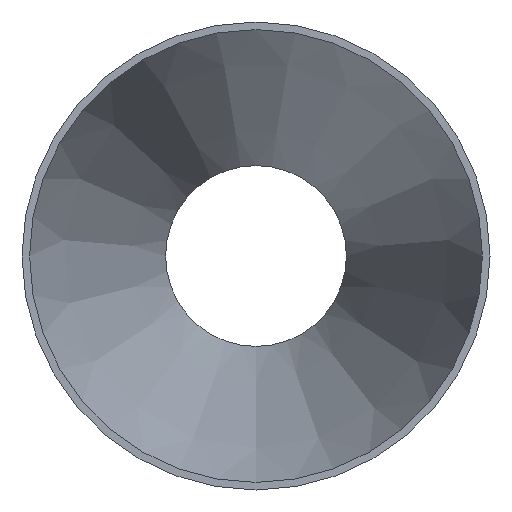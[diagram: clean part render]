
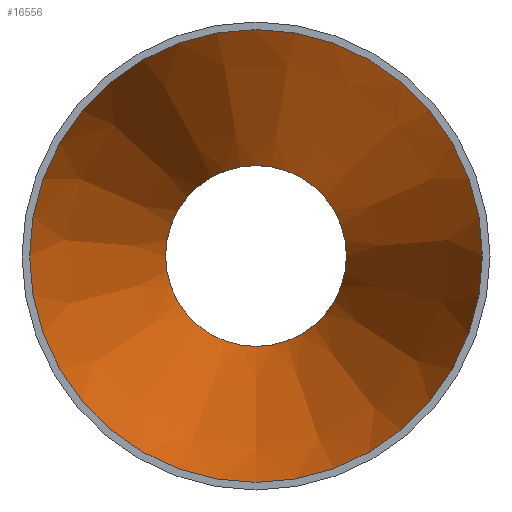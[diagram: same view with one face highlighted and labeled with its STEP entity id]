
A CAD part, front view. The second image highlights one B-rep face of the part: STEP entity #16556.
In plain terms, the highlighted conical face has half-angle 16.451 degrees and reference radius 62.415 mm.
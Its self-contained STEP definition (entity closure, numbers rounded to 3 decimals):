
#595 = ORIENTED_EDGE ( 'NONE', *, *, #23983, .F. ) ;
#1086 = CONICAL_SURFACE ( 'NONE', #4768, 62.415, 0.287 ) ;
#1091 = DIRECTION ( 'NONE',  ( 0., 0., -1. ) ) ;
#1561 = AXIS2_PLACEMENT_3D ( 'NONE', #9535, #9810, #7682 ) ;
#1943 = CARTESIAN_POINT ( 'NONE',  ( 0., 0., -62.415 ) ) ;
#4523 = ORIENTED_EDGE ( 'NONE', *, *, #23636, .T. ) ;
#4768 = AXIS2_PLACEMENT_3D ( 'NONE', #8533, #22183, #9093 ) ;
#6966 = EDGE_LOOP ( 'NONE', ( #4523 ) ) ;
#7682 = DIRECTION ( 'NONE',  ( 0., 0., -1. ) ) ;
#8533 = CARTESIAN_POINT ( 'NONE',  ( 0., 0., 0. ) ) ;
#9093 = DIRECTION ( 'NONE',  ( 0., 0., -1. ) ) ;
#9339 = EDGE_LOOP ( 'NONE', ( #595 ) ) ;
#9535 = CARTESIAN_POINT ( 'NONE',  ( 0., 127., 0. ) ) ;
#9810 = DIRECTION ( 'NONE',  ( 0., -1., 0. ) ) ;
#10681 = VERTEX_POINT ( 'NONE', #17282 ) ;
#11658 = AXIS2_PLACEMENT_3D ( 'NONE', #26832, #18312, #1091 ) ;
#12972 = FACE_OUTER_BOUND ( 'NONE', #6966, .T. ) ;
#16556 = ADVANCED_FACE ( 'NONE', ( #21744, #12972 ), #1086, .F. ) ;
#16701 = CIRCLE ( 'NONE', #11658, 62.415 ) ;
#17282 = CARTESIAN_POINT ( 'NONE',  ( 0., 127., -24.915 ) ) ;
#18312 = DIRECTION ( 'NONE',  ( 0., -1., 0. ) ) ;
#21614 = VERTEX_POINT ( 'NONE', #1943 ) ;
#21744 = FACE_BOUND ( 'NONE', #9339, .T. ) ;
#22183 = DIRECTION ( 'NONE',  ( 0., -1., 0. ) ) ;
#23636 = EDGE_CURVE ( 'NONE', #21614, #21614, #16701, .T. ) ;
#23983 = EDGE_CURVE ( 'NONE', #10681, #10681, #26338, .T. ) ;
#26338 = CIRCLE ( 'NONE', #1561, 24.915 ) ;
#26832 = CARTESIAN_POINT ( 'NONE',  ( 0., 0., 0. ) ) ;
